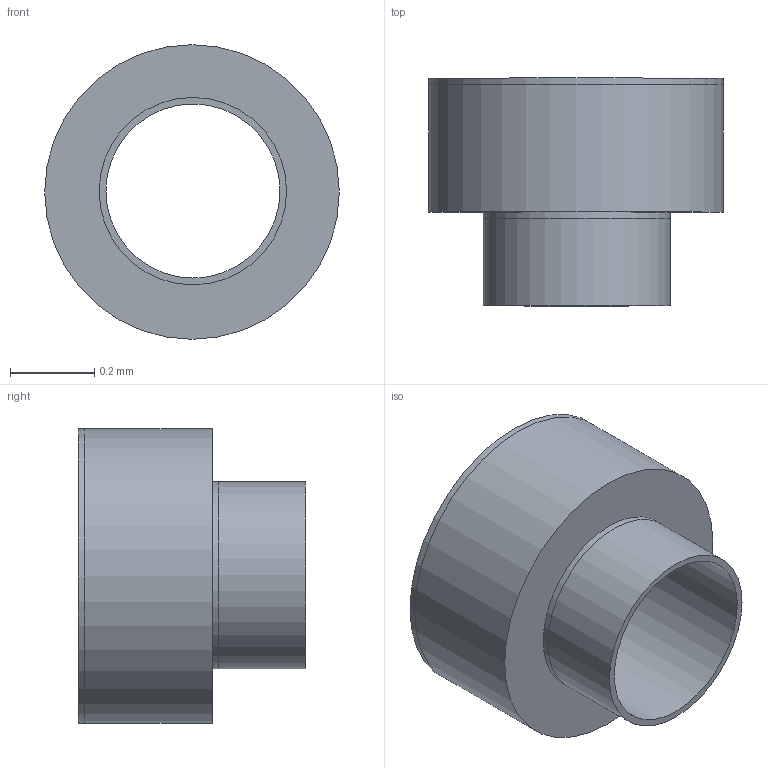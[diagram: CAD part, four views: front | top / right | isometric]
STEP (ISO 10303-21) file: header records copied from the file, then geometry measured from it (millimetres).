
FILE_DESCRIPTION(('Open CASCADE Model'),'2;1');
FILE_NAME('Open CASCADE Shape Model','2023-01-20T10:35:54',('Author'),( 'Open CASCADE'),'Open CASCADE STEP processor 7.5','Open CASCADE 7.5' ,'Unknown');
FILE_SCHEMA(('CONFIG_CONTROL_DESIGN'));
Length unit declared in the file: millimetre
Products named in the file (1): Open CASCADE STEP translator 7.5 14
Bounding box: 0.7 x 0.54 x 0.7 mm (x, y, z)
Volume: 0.1 mm3; surface area: 2.2 mm2
Topology: 1 solids, 1 shells, 8 faces, 13 edges, 8 vertices
Faces by surface type: cylinder 5, plane 3
Full cylindrical faces by diameter (mm): 0.413 x1, 0.444 x2, 0.698 x2
Entity records: 402 total; most frequent: DIRECTION 65, CARTESIAN_POINT 56, ORIENTED_EDGE 26, PCURVE 26, DEFINITIONAL_REPRESENTATION 26, LINE 25, VECTOR 25, AXIS2_PLACEMENT_3D 17
